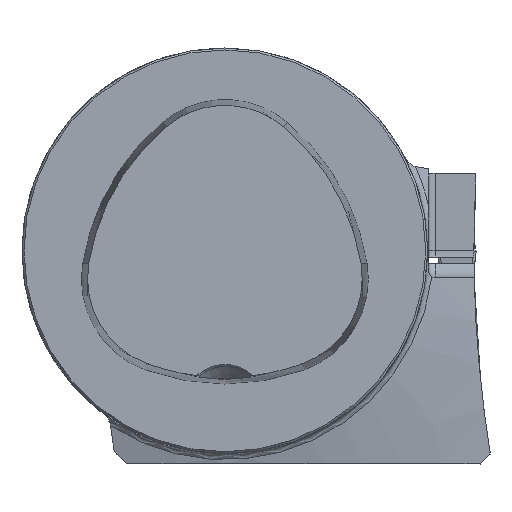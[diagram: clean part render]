
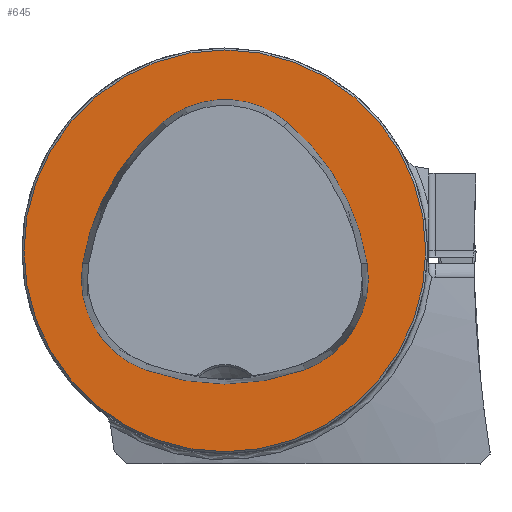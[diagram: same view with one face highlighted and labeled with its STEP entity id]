
A CAD part, top view. The second image highlights one B-rep face of the part: STEP entity #645.
In plain terms, the highlighted planar face has unit normal (0, 0, 1).
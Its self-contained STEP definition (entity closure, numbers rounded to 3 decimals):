
#108=FACE_BOUND('',#894,.T.);
#109=FACE_BOUND('',#895,.T.);
#136=PLANE('',#2410);
#645=ADVANCED_FACE('CU_FL_N1_SU_1',(#108,#109),#136,.T.);
#894=EDGE_LOOP('',(#1264,#1265,#1266,#1267,#1268,#1269));
#895=EDGE_LOOP('',(#1270));
#1001=CIRCLE('',#2401,36.075);
#1003=CIRCLE('',#2404,36.075);
#1004=CIRCLE('',#2405,15.075);
#1005=CIRCLE('',#2406,15.075);
#1006=CIRCLE('',#2407,36.075);
#1007=CIRCLE('',#2408,15.075);
#1008=CIRCLE('',#2409,31.2);
#1264=ORIENTED_EDGE('',*,*,#2065,.F.);
#1265=ORIENTED_EDGE('',*,*,#2066,.F.);
#1266=ORIENTED_EDGE('',*,*,#2058,.F.);
#1267=ORIENTED_EDGE('',*,*,#2067,.F.);
#1268=ORIENTED_EDGE('',*,*,#2068,.F.);
#1269=ORIENTED_EDGE('',*,*,#2069,.F.);
#1270=ORIENTED_EDGE('',*,*,#2070,.T.);
#1810=VERTEX_POINT('',#3898);
#1811=VERTEX_POINT('',#3900);
#1817=VERTEX_POINT('',#3932);
#1818=VERTEX_POINT('',#3933);
#1819=VERTEX_POINT('',#3936);
#1820=VERTEX_POINT('',#3938);
#1821=VERTEX_POINT('',#3941);
#2058=EDGE_CURVE('',#1810,#1811,#1001,.T.);
#2065=EDGE_CURVE('',#1817,#1818,#1003,.T.);
#2066=EDGE_CURVE('',#1811,#1817,#1004,.T.);
#2067=EDGE_CURVE('',#1819,#1810,#1005,.T.);
#2068=EDGE_CURVE('',#1820,#1819,#1006,.T.);
#2069=EDGE_CURVE('',#1818,#1820,#1007,.T.);
#2070=EDGE_CURVE('',#1821,#1821,#1008,.T.);
#2401=AXIS2_PLACEMENT_3D('',#3899,#2762,#2763);
#2404=AXIS2_PLACEMENT_3D('',#3931,#2769,#2770);
#2405=AXIS2_PLACEMENT_3D('',#3934,#2771,#2772);
#2406=AXIS2_PLACEMENT_3D('',#3935,#2773,#2774);
#2407=AXIS2_PLACEMENT_3D('',#3937,#2775,#2776);
#2408=AXIS2_PLACEMENT_3D('',#3939,#2777,#2778);
#2409=AXIS2_PLACEMENT_3D('',#3940,#2779,#2780);
#2410=AXIS2_PLACEMENT_3D('',#3942,#2781,#2782);
#2762=DIRECTION('',(0.,0.,1.));
#2763=DIRECTION('',(-1.,0.,0.));
#2769=DIRECTION('',(0.,0.,1.));
#2770=DIRECTION('',(-1.,0.,0.));
#2771=DIRECTION('',(0.,0.,1.));
#2772=DIRECTION('',(-1.,0.,0.));
#2773=DIRECTION('',(0.,0.,1.));
#2774=DIRECTION('',(-1.,0.,0.));
#2775=DIRECTION('',(0.,0.,1.));
#2776=DIRECTION('',(-1.,0.,0.));
#2777=DIRECTION('',(0.,0.,1.));
#2778=DIRECTION('',(-1.,0.,0.));
#2779=DIRECTION('',(0.,0.,1.));
#2780=DIRECTION('',(-1.,0.,0.));
#2781=DIRECTION('',(0.,0.,1.));
#2782=DIRECTION('',(-1.,0.,0.));
#3898=CARTESIAN_POINT('',(-12.368,-18.489,0.));
#3899=CARTESIAN_POINT('',(0.,15.4,0.));
#3900=CARTESIAN_POINT('',(12.368,-18.489,0.));
#3931=CARTESIAN_POINT('',(-13.535,-7.656,0.));
#3932=CARTESIAN_POINT('',(22.084,-1.937,0.));
#3933=CARTESIAN_POINT('',(9.716,19.927,0.));
#3934=CARTESIAN_POINT('',(7.2,-4.327,0.));
#3935=CARTESIAN_POINT('',(-7.2,-4.327,0.));
#3936=CARTESIAN_POINT('',(-22.084,-1.937,0.));
#3937=CARTESIAN_POINT('',(13.535,-7.656,0.));
#3938=CARTESIAN_POINT('',(-9.716,19.927,0.));
#3939=CARTESIAN_POINT('',(0.,8.4,0.));
#3940=CARTESIAN_POINT('',(0.,0.,0.));
#3941=CARTESIAN_POINT('',(-31.2,0.,0.));
#3942=CARTESIAN_POINT('',(0.,0.,0.));
